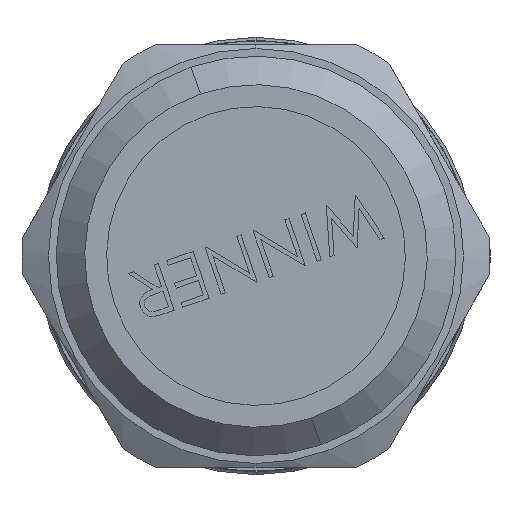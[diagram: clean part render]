
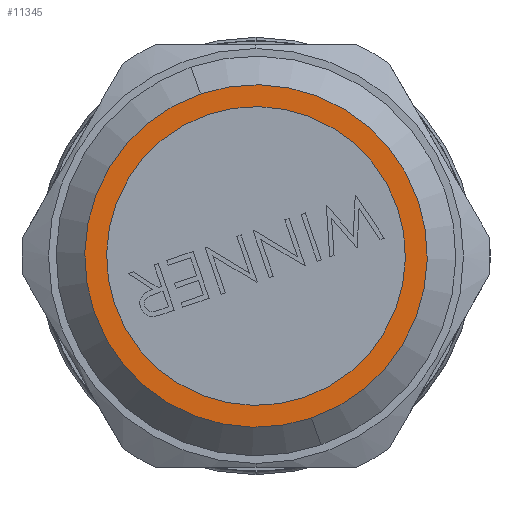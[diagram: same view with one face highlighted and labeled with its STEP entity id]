
A CAD part, left-side view. The second image highlights one B-rep face of the part: STEP entity #11345.
In plain terms, the highlighted planar face has unit normal (-1, 0, 0).
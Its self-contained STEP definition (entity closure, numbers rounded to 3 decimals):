
#1392 = AXIS2_PLACEMENT_3D ( 'NONE', #17574, #17799, #10564 ) ;
#1577 = EDGE_CURVE ( 'NONE', #12254, #20084, #11799, .T. ) ;
#1781 = DIRECTION ( 'NONE',  ( -1., 0., 0. ) ) ;
#4231 = DIRECTION ( 'NONE',  ( 1., 0., 0. ) ) ;
#4328 = DIRECTION ( 'NONE',  ( 1., 0., 0. ) ) ;
#4788 = VERTEX_POINT ( 'NONE', #23241 ) ;
#4967 = ORIENTED_EDGE ( 'NONE', *, *, #10337, .F. ) ;
#5371 = FACE_OUTER_BOUND ( 'NONE', #15670, .T. ) ;
#6036 = DIRECTION ( 'NONE',  ( 0., -0.325, -0.946 ) ) ;
#6863 = CIRCLE ( 'NONE', #17988, 7.85 ) ;
#6879 = ORIENTED_EDGE ( 'NONE', *, *, #19920, .F. ) ;
#7289 = EDGE_LOOP ( 'NONE', ( #7508, #6879 ) ) ;
#7508 = ORIENTED_EDGE ( 'NONE', *, *, #1577, .F. ) ;
#7841 = CARTESIAN_POINT ( 'NONE',  ( -24.65, -7.424, 2.549 ) ) ;
#8191 = CARTESIAN_POINT ( 'NONE',  ( -24.65, 0., 0. ) ) ;
#8315 = VERTEX_POINT ( 'NONE', #23297 ) ;
#8595 = CARTESIAN_POINT ( 'NONE',  ( -24.65, 0., 0. ) ) ;
#8884 = AXIS2_PLACEMENT_3D ( 'NONE', #8595, #17587, #17662 ) ;
#8891 = CIRCLE ( 'NONE', #12350, 9. ) ;
#10337 = EDGE_CURVE ( 'NONE', #8315, #4788, #22422, .T. ) ;
#10564 = DIRECTION ( 'NONE',  ( 0., -0.946, 0.325 ) ) ;
#11345 = ADVANCED_FACE ( 'NONE', ( #5371, #16161 ), #23144, .T. ) ;
#11799 = CIRCLE ( 'NONE', #1392, 7.85 ) ;
#12254 = VERTEX_POINT ( 'NONE', #7841 ) ;
#12350 = AXIS2_PLACEMENT_3D ( 'NONE', #8191, #4328, #13287 ) ;
#12653 = CARTESIAN_POINT ( 'NONE',  ( -24.65, 0., 0. ) ) ;
#13287 = DIRECTION ( 'NONE',  ( 0., -0.325, -0.946 ) ) ;
#13918 = AXIS2_PLACEMENT_3D ( 'NONE', #16909, #4231, #6036 ) ;
#15670 = EDGE_LOOP ( 'NONE', ( #4967, #20884 ) ) ;
#16161 = FACE_BOUND ( 'NONE', #7289, .T. ) ;
#16397 = CARTESIAN_POINT ( 'NONE',  ( -24.65, 7.424, -2.549 ) ) ;
#16909 = CARTESIAN_POINT ( 'NONE',  ( -24.65, 0., 0. ) ) ;
#17574 = CARTESIAN_POINT ( 'NONE',  ( -24.65, 0., 0. ) ) ;
#17587 = DIRECTION ( 'NONE',  ( -1., 0., 0. ) ) ;
#17662 = DIRECTION ( 'NONE',  ( 0., 0.325, 0.946 ) ) ;
#17799 = DIRECTION ( 'NONE',  ( -1., 0., 0. ) ) ;
#17988 = AXIS2_PLACEMENT_3D ( 'NONE', #12653, #1781, #18143 ) ;
#18143 = DIRECTION ( 'NONE',  ( 0., -0.946, 0.325 ) ) ;
#18585 = EDGE_CURVE ( 'NONE', #4788, #8315, #8891, .T. ) ;
#19920 = EDGE_CURVE ( 'NONE', #20084, #12254, #6863, .T. ) ;
#20084 = VERTEX_POINT ( 'NONE', #16397 ) ;
#20884 = ORIENTED_EDGE ( 'NONE', *, *, #18585, .F. ) ;
#22422 = CIRCLE ( 'NONE', #13918, 9. ) ;
#23144 = PLANE ( 'NONE',  #8884 ) ;
#23241 = CARTESIAN_POINT ( 'NONE',  ( -24.65, 2.923, 8.512 ) ) ;
#23297 = CARTESIAN_POINT ( 'NONE',  ( -24.65, -2.923, -8.512 ) ) ;
